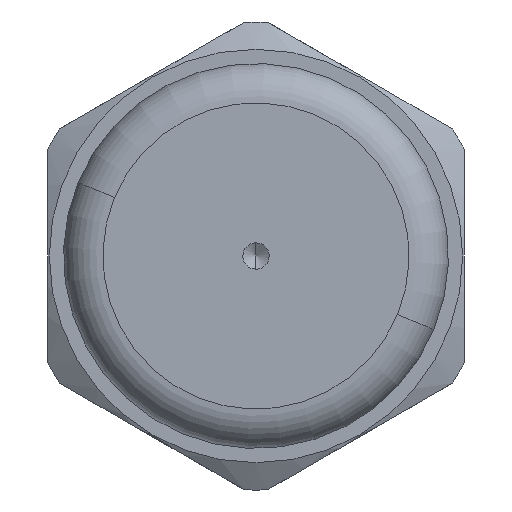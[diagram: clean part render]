
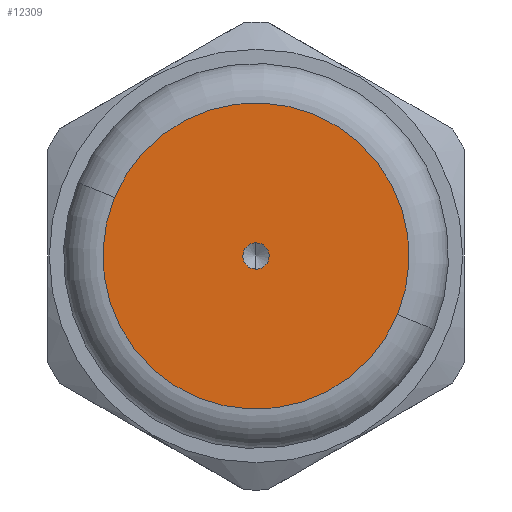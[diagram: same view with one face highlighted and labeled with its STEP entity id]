
A CAD part, left-side view. The second image highlights one B-rep face of the part: STEP entity #12309.
In plain terms, the highlighted planar face has unit normal (-1, 0, 0).
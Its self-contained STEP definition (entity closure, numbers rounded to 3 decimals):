
#651 = CARTESIAN_POINT ( 'NONE',  ( -21.96, 0., 0. ) ) ;
#715 = DIRECTION ( 'NONE',  ( -1., 0., 0. ) ) ;
#824 = CARTESIAN_POINT ( 'NONE',  ( -21.96, 0., 0. ) ) ;
#829 = AXIS2_PLACEMENT_3D ( 'NONE', #824, #715, #9738 ) ;
#1310 = EDGE_LOOP ( 'NONE', ( #6337, #5025 ) ) ;
#1571 = CIRCLE ( 'NONE', #829, 7. ) ;
#1635 = FACE_BOUND ( 'NONE', #1310, .T. ) ;
#1709 = CARTESIAN_POINT ( 'NONE',  ( -21.96, 0.229, -0.555 ) ) ;
#2058 = CARTESIAN_POINT ( 'NONE',  ( -21.96, -6.47, -2.673 ) ) ;
#2253 = CARTESIAN_POINT ( 'NONE',  ( -21.96, 0., 0. ) ) ;
#2307 = AXIS2_PLACEMENT_3D ( 'NONE', #1709, #2875, #14652 ) ;
#2875 = DIRECTION ( 'NONE',  ( 1., 0., 0. ) ) ;
#3039 = EDGE_CURVE ( 'NONE', #3246, #8325, #13520, .T. ) ;
#3246 = VERTEX_POINT ( 'NONE', #12343 ) ;
#3838 = AXIS2_PLACEMENT_3D ( 'NONE', #651, #9679, #13361 ) ;
#4916 = DIRECTION ( 'NONE',  ( 0., 0.924, 0.382 ) ) ;
#4928 = ORIENTED_EDGE ( 'NONE', *, *, #3039, .T. ) ;
#5025 = ORIENTED_EDGE ( 'NONE', *, *, #14745, .F. ) ;
#6213 = CIRCLE ( 'NONE', #3838, 0.6 ) ;
#6337 = ORIENTED_EDGE ( 'NONE', *, *, #14877, .F. ) ;
#6782 = VERTEX_POINT ( 'NONE', #7687 ) ;
#7306 = DIRECTION ( 'NONE',  ( -1., 0., 0. ) ) ;
#7687 = CARTESIAN_POINT ( 'NONE',  ( -21.96, 0.555, 0.229 ) ) ;
#7904 = AXIS2_PLACEMENT_3D ( 'NONE', #2253, #15271, #4916 ) ;
#7936 = VERTEX_POINT ( 'NONE', #13181 ) ;
#8325 = VERTEX_POINT ( 'NONE', #2058 ) ;
#9679 = DIRECTION ( 'NONE',  ( -1., 0., 0. ) ) ;
#9738 = DIRECTION ( 'NONE',  ( 0., 0.924, 0.382 ) ) ;
#9995 = AXIS2_PLACEMENT_3D ( 'NONE', #16430, #7306, #16375 ) ;
#11601 = EDGE_LOOP ( 'NONE', ( #4928, #11710 ) ) ;
#11710 = ORIENTED_EDGE ( 'NONE', *, *, #15849, .T. ) ;
#12309 = ADVANCED_FACE ( 'NONE', ( #1635, #16204 ), #16022, .F. ) ;
#12343 = CARTESIAN_POINT ( 'NONE',  ( -21.96, 6.47, 2.673 ) ) ;
#13181 = CARTESIAN_POINT ( 'NONE',  ( -21.96, -0.555, -0.229 ) ) ;
#13361 = DIRECTION ( 'NONE',  ( 0., 0.924, 0.382 ) ) ;
#13520 = CIRCLE ( 'NONE', #7904, 7. ) ;
#13703 = CIRCLE ( 'NONE', #9995, 0.6 ) ;
#14652 = DIRECTION ( 'NONE',  ( 0., -0.924, -0.382 ) ) ;
#14745 = EDGE_CURVE ( 'NONE', #7936, #6782, #6213, .T. ) ;
#14877 = EDGE_CURVE ( 'NONE', #6782, #7936, #13703, .T. ) ;
#15271 = DIRECTION ( 'NONE',  ( -1., 0., 0. ) ) ;
#15849 = EDGE_CURVE ( 'NONE', #8325, #3246, #1571, .T. ) ;
#16022 = PLANE ( 'NONE',  #2307 ) ;
#16204 = FACE_OUTER_BOUND ( 'NONE', #11601, .T. ) ;
#16375 = DIRECTION ( 'NONE',  ( 0., 0.924, 0.382 ) ) ;
#16430 = CARTESIAN_POINT ( 'NONE',  ( -21.96, 0., 0. ) ) ;
